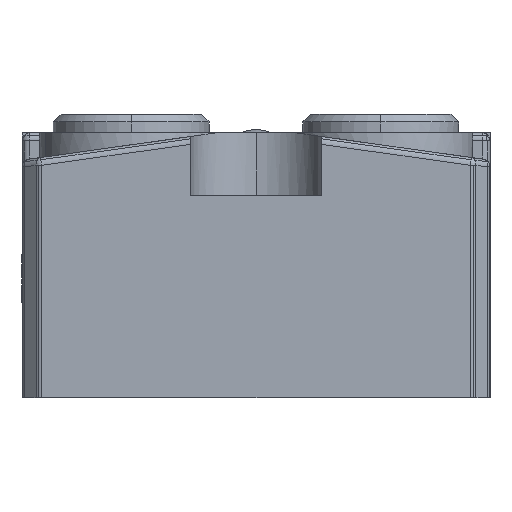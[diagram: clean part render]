
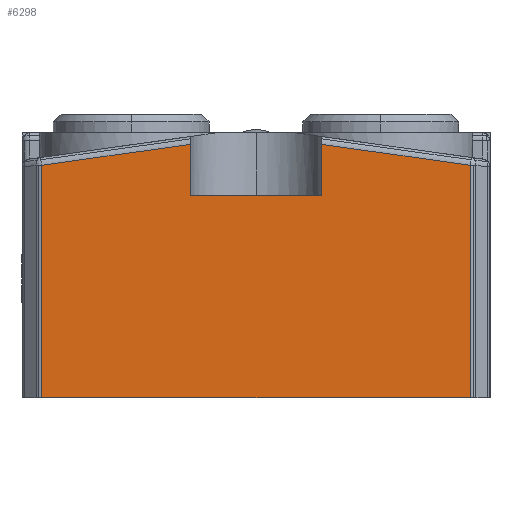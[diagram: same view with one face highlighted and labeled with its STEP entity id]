
A CAD part, front view. The second image highlights one B-rep face of the part: STEP entity #6298.
In plain terms, the highlighted planar face has unit normal (0, -1, 0).
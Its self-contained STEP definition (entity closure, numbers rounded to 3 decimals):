
#6246=AXIS2_PLACEMENT_3D('Plane Axis2P3D',#6243,#6244,#6245) ;
#2942=CARTESIAN_POINT('Vertex',(28.743,0.,0.)) ;
#2945=CARTESIAN_POINT('Line Origine',(15.,0.,0.)) ;
#2949=CARTESIAN_POINT('Vertex',(1.257,0.,0.)) ;
#6228=CARTESIAN_POINT('Vertex',(28.743,0.,14.915)) ;
#6231=CARTESIAN_POINT('Line Origine',(28.743,0.,0.)) ;
#6243=CARTESIAN_POINT('Axis2P3D Location',(30.,0.,0.)) ;
#6248=CARTESIAN_POINT('Line Origine',(6.029,0.,15.586)) ;
#6252=CARTESIAN_POINT('Vertex',(1.257,0.,14.915)) ;
#6254=CARTESIAN_POINT('Vertex',(10.8,0.,16.256)) ;
#6257=CARTESIAN_POINT('Line Origine',(1.257,0.,7.458)) ;
#6262=CARTESIAN_POINT('Line Origine',(23.971,0.,15.586)) ;
#6266=CARTESIAN_POINT('Vertex',(19.2,0.,16.256)) ;
#6269=CARTESIAN_POINT('Line Origine',(19.2,0.,14.628)) ;
#6273=CARTESIAN_POINT('Vertex',(19.2,0.,13.)) ;
#6276=CARTESIAN_POINT('Line Origine',(15.,0.,13.)) ;
#6280=CARTESIAN_POINT('Vertex',(10.8,0.,13.)) ;
#6283=CARTESIAN_POINT('Line Origine',(10.8,0.,14.628)) ;
#2946=DIRECTION('Vector Direction',(1.,0.,0.)) ;
#6232=DIRECTION('Vector Direction',(0.,0.,-1.)) ;
#6244=DIRECTION('Axis2P3D Direction',(0.,-1.,0.)) ;
#6245=DIRECTION('Axis2P3D XDirection',(0.,0.,-1.)) ;
#6249=DIRECTION('Vector Direction',(0.99,0.,0.139)) ;
#6258=DIRECTION('Vector Direction',(0.,0.,1.)) ;
#6263=DIRECTION('Vector Direction',(0.99,0.,-0.139)) ;
#6270=DIRECTION('Vector Direction',(0.,0.,-1.)) ;
#6277=DIRECTION('Vector Direction',(-1.,0.,0.)) ;
#6284=DIRECTION('Vector Direction',(0.,0.,1.)) ;
#2947=VECTOR('Line Direction',#2946,1.) ;
#6233=VECTOR('Line Direction',#6232,1.) ;
#6250=VECTOR('Line Direction',#6249,1.) ;
#6259=VECTOR('Line Direction',#6258,1.) ;
#6264=VECTOR('Line Direction',#6263,1.) ;
#6271=VECTOR('Line Direction',#6270,1.) ;
#6278=VECTOR('Line Direction',#6277,1.) ;
#6285=VECTOR('Line Direction',#6284,1.) ;
#6289=ORIENTED_EDGE('',*,*,#6256,.F.) ;
#6290=ORIENTED_EDGE('',*,*,#6261,.F.) ;
#6291=ORIENTED_EDGE('',*,*,#2951,.T.) ;
#6292=ORIENTED_EDGE('',*,*,#6235,.F.) ;
#6293=ORIENTED_EDGE('',*,*,#6268,.F.) ;
#6294=ORIENTED_EDGE('',*,*,#6275,.T.) ;
#6295=ORIENTED_EDGE('',*,*,#6282,.T.) ;
#6296=ORIENTED_EDGE('',*,*,#6287,.T.) ;
#6298=ADVANCED_FACE('Hauptk\X2\00F6\X0\rper',(#6297),#6247,.T.) ;
#2951=EDGE_CURVE('',#2950,#2943,#2948,.T.) ;
#6235=EDGE_CURVE('',#6229,#2943,#6234,.T.) ;
#6256=EDGE_CURVE('',#6253,#6255,#6251,.T.) ;
#6261=EDGE_CURVE('',#2950,#6253,#6260,.T.) ;
#6268=EDGE_CURVE('',#6267,#6229,#6265,.T.) ;
#6275=EDGE_CURVE('',#6267,#6274,#6272,.T.) ;
#6282=EDGE_CURVE('',#6274,#6281,#6279,.T.) ;
#6287=EDGE_CURVE('',#6281,#6255,#6286,.T.) ;
#6288=EDGE_LOOP('',(#6289,#6290,#6291,#6292,#6293,#6294,#6295,#6296)) ;
#6297=FACE_OUTER_BOUND('',#6288,.T.) ;
#2948=LINE('Line',#2945,#2947) ;
#6234=LINE('Line',#6231,#6233) ;
#6251=LINE('Line',#6248,#6250) ;
#6260=LINE('Line',#6257,#6259) ;
#6265=LINE('Line',#6262,#6264) ;
#6272=LINE('Line',#6269,#6271) ;
#6279=LINE('Line',#6276,#6278) ;
#6286=LINE('Line',#6283,#6285) ;
#6247=PLANE('',#6246) ;
#2943=VERTEX_POINT('',#2942) ;
#2950=VERTEX_POINT('',#2949) ;
#6229=VERTEX_POINT('',#6228) ;
#6253=VERTEX_POINT('',#6252) ;
#6255=VERTEX_POINT('',#6254) ;
#6267=VERTEX_POINT('',#6266) ;
#6274=VERTEX_POINT('',#6273) ;
#6281=VERTEX_POINT('',#6280) ;
